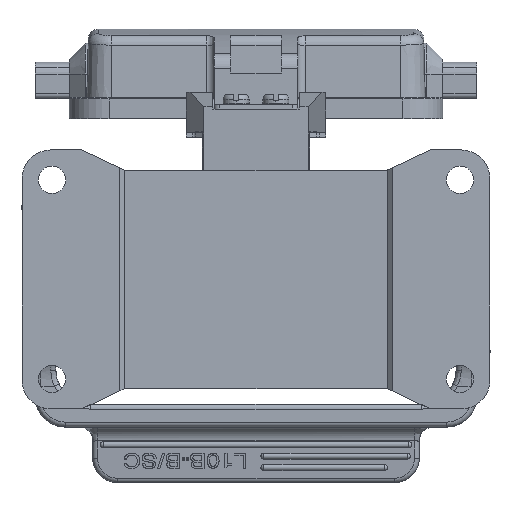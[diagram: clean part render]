
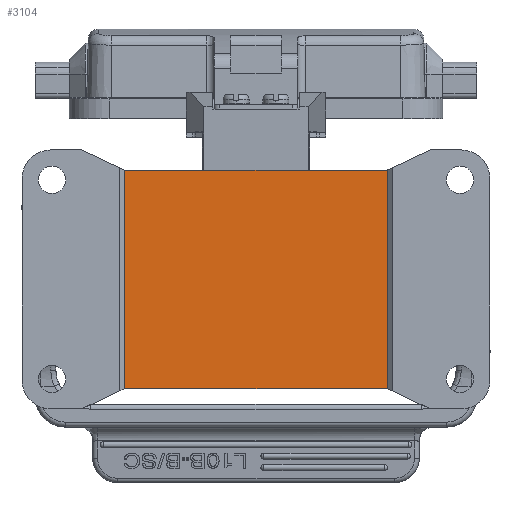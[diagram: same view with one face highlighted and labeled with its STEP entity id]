
A CAD part, front view. The second image highlights one B-rep face of the part: STEP entity #3104.
In plain terms, the highlighted planar face has unit normal (0, -1, 0).
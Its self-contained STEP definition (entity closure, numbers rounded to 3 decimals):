
#1627=PLANE('',#35240);
#3104=ADVANCED_FACE('',(#5652),#1627,.T.);
#5652=FACE_OUTER_BOUND('',#7575,.T.);
#7575=EDGE_LOOP('',(#20602,#20603,#20604,#20605,#20606,#20607,#20608,#20609));
#20602=ORIENTED_EDGE('',*,*,#30236,.F.);
#20603=ORIENTED_EDGE('',*,*,#30237,.T.);
#20604=ORIENTED_EDGE('',*,*,#30234,.F.);
#20605=ORIENTED_EDGE('',*,*,#30238,.F.);
#20606=ORIENTED_EDGE('',*,*,#30217,.F.);
#20607=ORIENTED_EDGE('',*,*,#30215,.F.);
#20608=ORIENTED_EDGE('',*,*,#30101,.F.);
#20609=ORIENTED_EDGE('',*,*,#30239,.F.);
#25724=VERTEX_POINT('',#57413);
#25725=VERTEX_POINT('',#57421);
#25812=VERTEX_POINT('',#57714);
#25813=VERTEX_POINT('',#57730);
#25824=VERTEX_POINT('',#57767);
#25825=VERTEX_POINT('',#57775);
#25826=VERTEX_POINT('',#57788);
#25827=VERTEX_POINT('',#57789);
#30101=EDGE_CURVE('',#25724,#25725,#32793,.T.);
#30215=EDGE_CURVE('',#25725,#25812,#32809,.T.);
#30217=EDGE_CURVE('',#25812,#25813,#32811,.T.);
#30234=EDGE_CURVE('',#25824,#25825,#32814,.T.);
#30236=EDGE_CURVE('',#25826,#25827,#32816,.T.);
#30237=EDGE_CURVE('',#25826,#25825,#32817,.T.);
#30238=EDGE_CURVE('',#25813,#25824,#32818,.T.);
#30239=EDGE_CURVE('',#25827,#25724,#32819,.T.);
#32793=B_SPLINE_CURVE_WITH_KNOTS('',3,(#57414,#57415,#57416,#57417,#57418,
#57419,#57420),.UNSPECIFIED.,.F.,.F.,(4,3,4),(0.,0.03,1.),
 .UNSPECIFIED.);
#32809=B_SPLINE_CURVE_WITH_KNOTS('',3,(#57710,#57711,#57712,#57713),
 .UNSPECIFIED.,.F.,.F.,(4,4),(0.,1.),.UNSPECIFIED.);
#32811=B_SPLINE_CURVE_WITH_KNOTS('',3,(#57720,#57721,#57722,#57723,#57724,
#57725,#57726,#57727,#57728,#57729),.UNSPECIFIED.,.F.,.F.,(4,3,3,4),(0.,
0.03,0.97,1.),.UNSPECIFIED.);
#32814=B_SPLINE_CURVE_WITH_KNOTS('',3,(#57768,#57769,#57770,#57771,#57772,
#57773,#57774),.UNSPECIFIED.,.F.,.F.,(4,3,4),(0.,0.03,1.),
 .UNSPECIFIED.);
#32816=B_SPLINE_CURVE_WITH_KNOTS('',3,(#57781,#57782,#57783,#57784,#57785,
#57786,#57787),.UNSPECIFIED.,.F.,.F.,(4,3,4),(0.,0.969,1.),
 .UNSPECIFIED.);
#32817=B_SPLINE_CURVE_WITH_KNOTS('',3,(#57790,#57791,#57792,#57793),
 .UNSPECIFIED.,.F.,.F.,(4,4),(0.,1.),.UNSPECIFIED.);
#32818=B_SPLINE_CURVE_WITH_KNOTS('',3,(#57794,#57795,#57796,#57797),
 .UNSPECIFIED.,.F.,.F.,(4,4),(0.,1.),.UNSPECIFIED.);
#32819=B_SPLINE_CURVE_WITH_KNOTS('',3,(#57798,#57799,#57800,#57801),
 .UNSPECIFIED.,.F.,.F.,(4,4),(0.,1.),.UNSPECIFIED.);
#35240=AXIS2_PLACEMENT_3D('',#57802,#41566,#41567);
#41566=DIRECTION('',(0.,-1.,0.));
#41567=DIRECTION('',(-1.,0.,0.));
#57413=CARTESIAN_POINT('',(52.073,50.375,18.593));
#57414=CARTESIAN_POINT('',(52.073,50.375,18.592));
#57415=CARTESIAN_POINT('',(52.073,50.375,18.592));
#57416=CARTESIAN_POINT('',(52.073,50.375,18.593));
#57417=CARTESIAN_POINT('',(52.073,50.375,18.593));
#57418=CARTESIAN_POINT('',(52.067,50.375,18.595));
#57419=CARTESIAN_POINT('',(52.061,50.375,18.598));
#57420=CARTESIAN_POINT('',(52.055,50.375,18.601));
#57421=CARTESIAN_POINT('',(52.055,50.375,18.601));
#57710=CARTESIAN_POINT('',(52.055,50.375,18.601));
#57711=CARTESIAN_POINT('',(34.487,50.375,18.601));
#57712=CARTESIAN_POINT('',(16.918,50.375,18.601));
#57713=CARTESIAN_POINT('',(-0.65,50.375,18.601));
#57714=CARTESIAN_POINT('',(-0.65,50.375,18.601));
#57720=CARTESIAN_POINT('',(-0.649,50.375,18.601));
#57721=CARTESIAN_POINT('',(-0.65,50.375,18.601));
#57722=CARTESIAN_POINT('',(-0.65,50.375,18.601));
#57723=CARTESIAN_POINT('',(-0.65,50.375,18.601));
#57724=CARTESIAN_POINT('',(-0.656,50.375,18.598));
#57725=CARTESIAN_POINT('',(-0.661,50.375,18.596));
#57726=CARTESIAN_POINT('',(-0.667,50.375,18.593));
#57727=CARTESIAN_POINT('',(-0.667,50.375,18.593));
#57728=CARTESIAN_POINT('',(-0.667,50.375,18.593));
#57729=CARTESIAN_POINT('',(-0.668,50.375,18.593));
#57730=CARTESIAN_POINT('',(-0.668,50.375,18.593));
#57767=CARTESIAN_POINT('',(-0.668,50.375,62.442));
#57768=CARTESIAN_POINT('',(-0.668,50.375,62.442));
#57769=CARTESIAN_POINT('',(-0.668,50.375,62.442));
#57770=CARTESIAN_POINT('',(-0.668,50.375,62.442));
#57771=CARTESIAN_POINT('',(-0.667,50.375,62.442));
#57772=CARTESIAN_POINT('',(-0.662,50.375,62.439));
#57773=CARTESIAN_POINT('',(-0.656,50.375,62.436));
#57774=CARTESIAN_POINT('',(-0.65,50.375,62.434));
#57775=CARTESIAN_POINT('',(-0.65,50.375,62.434));
#57781=CARTESIAN_POINT('',(52.055,50.375,62.434));
#57782=CARTESIAN_POINT('',(52.061,50.375,62.436));
#57783=CARTESIAN_POINT('',(52.066,50.375,62.439));
#57784=CARTESIAN_POINT('',(52.072,50.375,62.442));
#57785=CARTESIAN_POINT('',(52.072,50.375,62.442));
#57786=CARTESIAN_POINT('',(52.072,50.375,62.442));
#57787=CARTESIAN_POINT('',(52.073,50.375,62.442));
#57788=CARTESIAN_POINT('',(52.055,50.375,62.434));
#57789=CARTESIAN_POINT('',(52.073,50.375,62.442));
#57790=CARTESIAN_POINT('',(52.055,50.375,62.434));
#57791=CARTESIAN_POINT('',(34.487,50.375,62.434));
#57792=CARTESIAN_POINT('',(16.918,50.375,62.434));
#57793=CARTESIAN_POINT('',(-0.65,50.375,62.434));
#57794=CARTESIAN_POINT('',(-0.668,50.376,18.593));
#57795=CARTESIAN_POINT('',(-0.668,50.376,33.209));
#57796=CARTESIAN_POINT('',(-0.668,50.376,47.826));
#57797=CARTESIAN_POINT('',(-0.668,50.376,62.442));
#57798=CARTESIAN_POINT('',(52.073,50.376,62.442));
#57799=CARTESIAN_POINT('',(52.073,50.376,47.825));
#57800=CARTESIAN_POINT('',(52.073,50.376,33.209));
#57801=CARTESIAN_POINT('',(52.073,50.376,18.593));
#57802=CARTESIAN_POINT('',(25.703,50.375,40.517));
